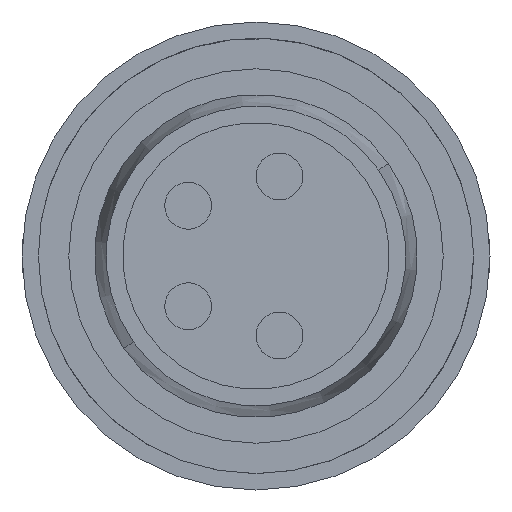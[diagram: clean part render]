
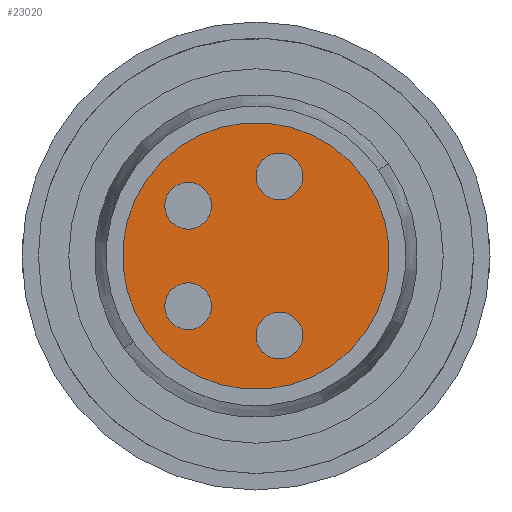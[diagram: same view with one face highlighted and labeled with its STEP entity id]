
A CAD part, left-side view. The second image highlights one B-rep face of the part: STEP entity #23020.
In plain terms, the highlighted planar face has unit normal (-1, 0, 0).
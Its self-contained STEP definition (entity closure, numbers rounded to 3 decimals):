
#22020=CARTESIAN_POINT('',(-33.7,-2.335,1.635));
#22030=VERTEX_POINT('',#22020);
#22110=CARTESIAN_POINT('',(-33.7,2.335,-1.635));
#22120=VERTEX_POINT('',#22110);
#22150=CARTESIAN_POINT('',(-33.7,0.,
0.));
#22160=DIRECTION('',(1.,0.,0.));
#22170=DIRECTION('',(0.,0.819,
-0.574));
#22180=AXIS2_PLACEMENT_3D('',#22150,#22160,#22170);
#22190=CIRCLE('',#22180,2.85);
#22200=EDGE_CURVE('',#22030,#22120,#22190,.T.);
#22320=CARTESIAN_POINT('',(-33.7,-1.178,0.825));
#22330=DIRECTION('',(1.,0.,0.));
#22340=DIRECTION('',(0.,0.819,
-0.574));
#22350=AXIS2_PLACEMENT_3D('',#22320,#22330,#22340);
#22360=PLANE('',#22350);
#22370=CARTESIAN_POINT('',(-33.7,1.45,1.075));
#22380=DIRECTION('',(-1.,0.,0.));
#22390=DIRECTION('',(0.,-0.574,
-0.819));
#22400=AXIS2_PLACEMENT_3D('',#22370,#22380,#22390);
#22410=CIRCLE('',#22400,0.5);
#22420=CARTESIAN_POINT('',(-33.7,1.163,0.665));
#22430=VERTEX_POINT('',#22420);
#22440=CARTESIAN_POINT('',(-33.7,1.737,1.485));
#22450=VERTEX_POINT('',#22440);
#22460=EDGE_CURVE('',#22430,#22450,#22410,.T.);
#22470=ORIENTED_EDGE('',*,*,#22460,.F.);
#22480=EDGE_CURVE('',#22450,#22430,#22410,.T.);
#22490=ORIENTED_EDGE('',*,*,#22480,.F.);
#22500=EDGE_LOOP('',(#22490,#22470));
#22510=FACE_BOUND('',#22500,.T.);
#22520=CARTESIAN_POINT('',(-33.7,-0.5,-1.7));
#22530=DIRECTION('',(-1.,0.,0.));
#22540=DIRECTION('',(0.,-0.574,
-0.819));
#22550=AXIS2_PLACEMENT_3D('',#22520,#22530,#22540);
#22560=CIRCLE('',#22550,0.5);
#22570=CARTESIAN_POINT('',(-33.7,-0.787,-2.11));
#22580=VERTEX_POINT('',#22570);
#22590=CARTESIAN_POINT('',(-33.7,-0.213,-1.29));
#22600=VERTEX_POINT('',#22590);
#22610=EDGE_CURVE('',#22580,#22600,#22560,.T.);
#22620=ORIENTED_EDGE('',*,*,#22610,.F.);
#22630=EDGE_CURVE('',#22600,#22580,#22560,.T.);
#22640=ORIENTED_EDGE('',*,*,#22630,.F.);
#22650=EDGE_LOOP('',(#22640,#22620));
#22660=FACE_BOUND('',#22650,.T.);
#22670=CARTESIAN_POINT('',(-33.7,-0.5,1.7));
#22680=DIRECTION('',(-1.,0.,0.));
#22690=DIRECTION('',(0.,-0.574,
-0.819));
#22700=AXIS2_PLACEMENT_3D('',#22670,#22680,#22690);
#22710=CIRCLE('',#22700,0.5);
#22720=CARTESIAN_POINT('',(-33.7,-0.787,1.29));
#22730=VERTEX_POINT('',#22720);
#22740=CARTESIAN_POINT('',(-33.7,-0.213,2.11));
#22750=VERTEX_POINT('',#22740);
#22760=EDGE_CURVE('',#22730,#22750,#22710,.T.);
#22770=ORIENTED_EDGE('',*,*,#22760,.F.);
#22780=EDGE_CURVE('',#22750,#22730,#22710,.T.);
#22790=ORIENTED_EDGE('',*,*,#22780,.F.);
#22800=EDGE_LOOP('',(#22790,#22770));
#22810=FACE_BOUND('',#22800,.T.);
#22820=CARTESIAN_POINT('',(-33.7,1.45,-1.075));
#22830=DIRECTION('',(-1.,0.,0.));
#22840=DIRECTION('',(0.,-0.574,
-0.819));
#22850=AXIS2_PLACEMENT_3D('',#22820,#22830,#22840);
#22860=CIRCLE('',#22850,0.5);
#22870=CARTESIAN_POINT('',(-33.7,1.163,-1.485));
#22880=VERTEX_POINT('',#22870);
#22890=CARTESIAN_POINT('',(-33.7,1.737,-0.665));
#22900=VERTEX_POINT('',#22890);
#22910=EDGE_CURVE('',#22880,#22900,#22860,.T.);
#22920=ORIENTED_EDGE('',*,*,#22910,.F.);
#22930=EDGE_CURVE('',#22900,#22880,#22860,.T.);
#22940=ORIENTED_EDGE('',*,*,#22930,.F.);
#22950=EDGE_LOOP('',(#22940,#22920));
#22960=FACE_BOUND('',#22950,.T.);
#22970=EDGE_CURVE('',#22120,#22030,#22190,.T.);
#22980=ORIENTED_EDGE('',*,*,#22970,.F.);
#22990=ORIENTED_EDGE('',*,*,#22200,.F.);
#23000=EDGE_LOOP('',(#22990,#22980));
#23010=FACE_OUTER_BOUND('',#23000,.T.);
#23020=ADVANCED_FACE('',(#22510,#22660,#22810,#22960,#23010),#22360,.F.)
;
